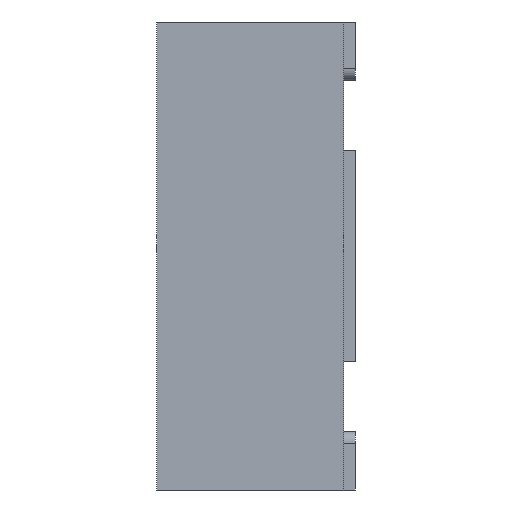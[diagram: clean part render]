
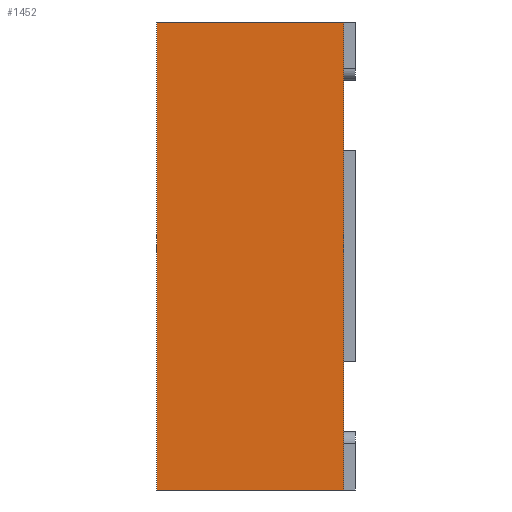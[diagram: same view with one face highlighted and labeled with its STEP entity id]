
A CAD part, left-side view. The second image highlights one B-rep face of the part: STEP entity #1452.
In plain terms, the highlighted planar face has unit normal (-1, 0, 0).
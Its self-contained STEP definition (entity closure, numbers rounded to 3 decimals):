
#329=DIRECTION('',(0.,0.,1.));
#330=VECTOR('',#329,2.);
#331=CARTESIAN_POINT('',(-1.,0.,-1.));
#332=LINE('',#331,#330);
#399=DIRECTION('',(0.,1.,0.));
#400=VECTOR('',#399,0.8);
#401=CARTESIAN_POINT('',(-1.,0.,1.));
#402=LINE('',#401,#400);
#469=DIRECTION('',(0.,1.,0.));
#470=VECTOR('',#469,0.8);
#471=CARTESIAN_POINT('',(-1.,0.,-1.));
#472=LINE('',#471,#470);
#553=DIRECTION('',(0.,0.,1.));
#554=VECTOR('',#553,2.);
#555=CARTESIAN_POINT('',(-1.,0.8,-1.));
#556=LINE('',#555,#554);
#1097=CARTESIAN_POINT('',(-1.,0.,-1.));
#1098=CARTESIAN_POINT('',(-1.,0.,1.));
#1099=VERTEX_POINT('',#1097);
#1100=VERTEX_POINT('',#1098);
#1105=CARTESIAN_POINT('',(-1.,0.8,-1.));
#1106=CARTESIAN_POINT('',(-1.,0.8,1.));
#1107=VERTEX_POINT('',#1105);
#1108=VERTEX_POINT('',#1106);
#1439=CARTESIAN_POINT('',(-1.,0.,-1.));
#1440=DIRECTION('',(-1.,0.,0.));
#1441=DIRECTION('',(0.,0.,1.));
#1442=AXIS2_PLACEMENT_3D('',#1439,#1440,#1441);
#1443=PLANE('',#1442);
#1444=ORIENTED_EDGE('',*,*,#1376,.F.);
#1446=ORIENTED_EDGE('',*,*,#1445,.T.);
#1448=ORIENTED_EDGE('',*,*,#1447,.T.);
#1449=ORIENTED_EDGE('',*,*,#1409,.F.);
#1450=EDGE_LOOP('',(#1444,#1446,#1448,#1449));
#1451=FACE_OUTER_BOUND('',#1450,.F.);
#1452=ADVANCED_FACE('',(#1451),#1443,.T.);
#1376=EDGE_CURVE('',#1099,#1100,#332,.T.);
#1409=EDGE_CURVE('',#1100,#1108,#402,.T.);
#1445=EDGE_CURVE('',#1099,#1107,#472,.T.);
#1447=EDGE_CURVE('',#1107,#1108,#556,.T.);
